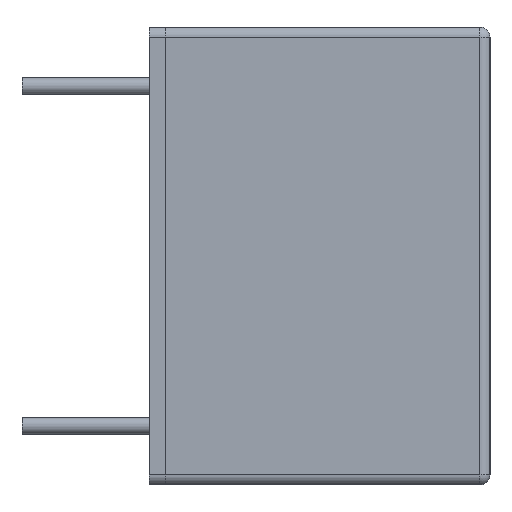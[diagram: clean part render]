
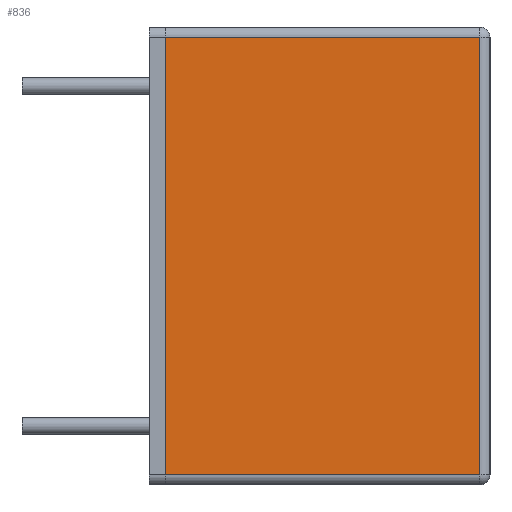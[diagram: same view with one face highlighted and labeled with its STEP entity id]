
A CAD part, left-side view. The second image highlights one B-rep face of the part: STEP entity #836.
In plain terms, the highlighted planar face has unit normal (-1, 0, 0).
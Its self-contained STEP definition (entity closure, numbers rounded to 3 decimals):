
#36=PLANE('',#926);
#52=LINE('',#1254,#108);
#63=LINE('',#1294,#119);
#66=LINE('',#1301,#122);
#69=LINE('',#1308,#125);
#108=VECTOR('',#990,13.1);
#119=VECTOR('',#1035,9.4);
#122=VECTOR('',#1042,9.4);
#125=VECTOR('',#1053,13.1);
#218=FACE_OUTER_BOUND('',#274,.T.);
#274=EDGE_LOOP('',(#655,#656,#657,#658));
#360=VERTEX_POINT('',#1240);
#362=VERTEX_POINT('',#1246);
#376=VERTEX_POINT('',#1292);
#377=VERTEX_POINT('',#1297);
#432=EDGE_CURVE('',#362,#360,#52,.T.);
#452=EDGE_CURVE('',#376,#362,#63,.T.);
#456=EDGE_CURVE('',#360,#377,#66,.T.);
#459=EDGE_CURVE('',#377,#376,#69,.T.);
#655=ORIENTED_EDGE('',*,*,#452,.F.);
#656=ORIENTED_EDGE('',*,*,#459,.F.);
#657=ORIENTED_EDGE('',*,*,#456,.F.);
#658=ORIENTED_EDGE('',*,*,#432,.F.);
#836=ADVANCED_FACE('',(#218),#36,.T.);
#926=AXIS2_PLACEMENT_3D('',#1378,#1133,#1134);
#990=DIRECTION('',(0.,0.,-1.));
#1035=DIRECTION('',(0.,-1.,0.));
#1042=DIRECTION('',(0.,1.,0.));
#1053=DIRECTION('',(0.,0.,1.));
#1133=DIRECTION('center_axis',(-1.,0.,0.));
#1134=DIRECTION('ref_axis',(0.,0.,1.));
#1240=CARTESIAN_POINT('',(-11.9,-9.8,-6.55));
#1246=CARTESIAN_POINT('',(-11.9,-9.8,6.55));
#1254=CARTESIAN_POINT('',(-11.9,-9.8,0.));
#1292=CARTESIAN_POINT('',(-11.9,-0.4,6.55));
#1294=CARTESIAN_POINT('',(-11.9,-10.1,6.55));
#1297=CARTESIAN_POINT('',(-11.9,-0.4,-6.55));
#1301=CARTESIAN_POINT('',(-11.9,-10.1,-6.55));
#1308=CARTESIAN_POINT('',(-11.9,-0.4,-7.));
#1378=CARTESIAN_POINT('Origin',(-11.9,-10.1,-7.));
